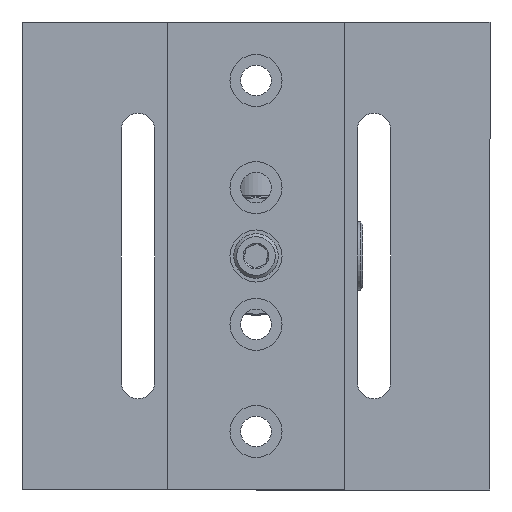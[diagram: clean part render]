
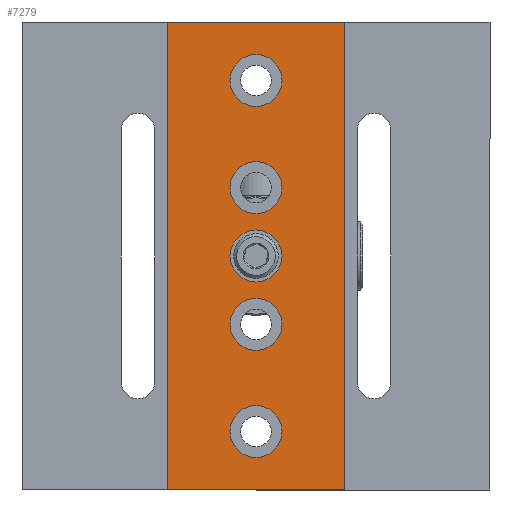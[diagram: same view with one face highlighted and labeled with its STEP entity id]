
A CAD part, front view. The second image highlights one B-rep face of the part: STEP entity #7279.
In plain terms, the highlighted planar face has unit normal (0, -1, 0).
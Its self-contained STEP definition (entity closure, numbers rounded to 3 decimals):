
#356 = ORIENTED_EDGE ( 'NONE', *, *, #14949, .F. ) ;
#568 = EDGE_LOOP ( 'NONE', ( #356 ) ) ;
#694 = FACE_BOUND ( 'NONE', #5451, .T. ) ;
#812 = CARTESIAN_POINT ( 'NONE',  ( 7.82, 0.8, -70.504 ) ) ;
#1280 = LINE ( 'NONE', #14666, #3048 ) ;
#1425 = EDGE_CURVE ( 'NONE', #2707, #2707, #8700, .T. ) ;
#2055 = VERTEX_POINT ( 'NONE', #5573 ) ;
#2114 = CARTESIAN_POINT ( 'NONE',  ( -30.18, 0.8, -70.504 ) ) ;
#2707 = VERTEX_POINT ( 'NONE', #8843 ) ;
#3039 = LINE ( 'NONE', #812, #6243 ) ;
#3048 = VECTOR ( 'NONE', #9821, 1000. ) ;
#3345 = EDGE_CURVE ( 'NONE', #11564, #13934, #7147, .T. ) ;
#3692 = CIRCLE ( 'NONE', #9819, 5.556 ) ;
#3767 = EDGE_CURVE ( 'NONE', #2055, #2055, #3692, .T. ) ;
#3790 = CIRCLE ( 'NONE', #12986, 5.556 ) ;
#3879 = ORIENTED_EDGE ( 'NONE', *, *, #10592, .T. ) ;
#3893 = DIRECTION ( 'NONE',  ( 0., 0., 1. ) ) ;
#4053 = CARTESIAN_POINT ( 'NONE',  ( -30.18, 0.8, -70.504 ) ) ;
#4431 = FACE_BOUND ( 'NONE', #13471, .T. ) ;
#4724 = DIRECTION ( 'NONE',  ( 0., -1., 0. ) ) ;
#4878 = CARTESIAN_POINT ( 'NONE',  ( -11.18, 0.8, -58.004 ) ) ;
#5102 = EDGE_CURVE ( 'NONE', #7952, #7952, #7417, .T. ) ;
#5107 = ORIENTED_EDGE ( 'NONE', *, *, #15740, .T. ) ;
#5420 = EDGE_CURVE ( 'NONE', #10946, #10946, #11275, .T. ) ;
#5451 = EDGE_LOOP ( 'NONE', ( #15228 ) ) ;
#5573 = CARTESIAN_POINT ( 'NONE',  ( -11.18, 0.8, -26.061 ) ) ;
#6018 = EDGE_CURVE ( 'NONE', #13934, #14916, #8930, .T. ) ;
#6148 = CARTESIAN_POINT ( 'NONE',  ( -30.18, 0.8, 29.496 ) ) ;
#6243 = VECTOR ( 'NONE', #14060, 1000. ) ;
#6741 = VECTOR ( 'NONE', #11880, 1000. ) ;
#6850 = FACE_BOUND ( 'NONE', #11441, .T. ) ;
#7147 = LINE ( 'NONE', #2114, #6741 ) ;
#7279 = ADVANCED_FACE ( 'NONE', ( #15371, #4431, #7955, #6850, #694, #10294 ), #15135, .F. ) ;
#7417 = CIRCLE ( 'NONE', #15585, 5.556 ) ;
#7872 = CARTESIAN_POINT ( 'NONE',  ( -30.18, 0.8, -70.504 ) ) ;
#7952 = VERTEX_POINT ( 'NONE', #13311 ) ;
#7955 = FACE_BOUND ( 'NONE', #568, .T. ) ;
#8025 = VERTEX_POINT ( 'NONE', #15280 ) ;
#8205 = CARTESIAN_POINT ( 'NONE',  ( -11.18, 0.8, -5.904 ) ) ;
#8501 = VERTEX_POINT ( 'NONE', #10315 ) ;
#8661 = DIRECTION ( 'NONE',  ( 0., 0., -1. ) ) ;
#8700 = CIRCLE ( 'NONE', #12810, 5.556 ) ;
#8843 = CARTESIAN_POINT ( 'NONE',  ( -11.18, 0.8, -63.561 ) ) ;
#8930 = LINE ( 'NONE', #4053, #10809 ) ;
#9200 = CARTESIAN_POINT ( 'NONE',  ( 7.82, 0.8, -70.504 ) ) ;
#9368 = ORIENTED_EDGE ( 'NONE', *, *, #3345, .F. ) ;
#9539 = DIRECTION ( 'NONE',  ( 0., -1., 0. ) ) ;
#9774 = DIRECTION ( 'NONE',  ( 0., 0., -1. ) ) ;
#9819 = AXIS2_PLACEMENT_3D ( 'NONE', #12891, #15094, #8661 ) ;
#9821 = DIRECTION ( 'NONE',  ( -1., 0., 0. ) ) ;
#9935 = DIRECTION ( 'NONE',  ( 0., -1., 0. ) ) ;
#10142 = EDGE_LOOP ( 'NONE', ( #5107, #12338, #9368, #3879 ) ) ;
#10211 = DIRECTION ( 'NONE',  ( 0., 1., 0. ) ) ;
#10294 = FACE_OUTER_BOUND ( 'NONE', #10142, .T. ) ;
#10315 = CARTESIAN_POINT ( 'NONE',  ( 7.82, 0.8, 29.496 ) ) ;
#10458 = DIRECTION ( 'NONE',  ( 0., 0., 1. ) ) ;
#10592 = EDGE_CURVE ( 'NONE', #11564, #8501, #3039, .T. ) ;
#10809 = VECTOR ( 'NONE', #3893, 1000. ) ;
#10842 = CARTESIAN_POINT ( 'NONE',  ( -11.18, 0.8, 16.996 ) ) ;
#10946 = VERTEX_POINT ( 'NONE', #14342 ) ;
#11210 = DIRECTION ( 'NONE',  ( 0., 0., -1. ) ) ;
#11275 = CIRCLE ( 'NONE', #13541, 5.556 ) ;
#11441 = EDGE_LOOP ( 'NONE', ( #13325 ) ) ;
#11451 = CARTESIAN_POINT ( 'NONE',  ( -30.18, 0.8, -70.504 ) ) ;
#11564 = VERTEX_POINT ( 'NONE', #9200 ) ;
#11880 = DIRECTION ( 'NONE',  ( -1., 0., 0. ) ) ;
#11944 = CARTESIAN_POINT ( 'NONE',  ( -11.18, 0.8, -35.104 ) ) ;
#12267 = AXIS2_PLACEMENT_3D ( 'NONE', #7872, #10211, #10458 ) ;
#12338 = ORIENTED_EDGE ( 'NONE', *, *, #6018, .F. ) ;
#12810 = AXIS2_PLACEMENT_3D ( 'NONE', #4878, #9935, #9774 ) ;
#12869 = EDGE_LOOP ( 'NONE', ( #14630 ) ) ;
#12891 = CARTESIAN_POINT ( 'NONE',  ( -11.18, 0.8, -20.504 ) ) ;
#12930 = DIRECTION ( 'NONE',  ( 0., -1., 0. ) ) ;
#12986 = AXIS2_PLACEMENT_3D ( 'NONE', #11944, #9539, #11210 ) ;
#13311 = CARTESIAN_POINT ( 'NONE',  ( -11.18, 0.8, 11.439 ) ) ;
#13325 = ORIENTED_EDGE ( 'NONE', *, *, #1425, .F. ) ;
#13471 = EDGE_LOOP ( 'NONE', ( #13862 ) ) ;
#13541 = AXIS2_PLACEMENT_3D ( 'NONE', #8205, #12930, #15376 ) ;
#13557 = DIRECTION ( 'NONE',  ( 0., 0., -1. ) ) ;
#13862 = ORIENTED_EDGE ( 'NONE', *, *, #5420, .F. ) ;
#13934 = VERTEX_POINT ( 'NONE', #11451 ) ;
#14060 = DIRECTION ( 'NONE',  ( 0., 0., 1. ) ) ;
#14342 = CARTESIAN_POINT ( 'NONE',  ( -11.18, 0.8, -11.461 ) ) ;
#14630 = ORIENTED_EDGE ( 'NONE', *, *, #3767, .F. ) ;
#14666 = CARTESIAN_POINT ( 'NONE',  ( -30.18, 0.8, 29.496 ) ) ;
#14916 = VERTEX_POINT ( 'NONE', #6148 ) ;
#14949 = EDGE_CURVE ( 'NONE', #8025, #8025, #3790, .T. ) ;
#15094 = DIRECTION ( 'NONE',  ( 0., -1., 0. ) ) ;
#15135 = PLANE ( 'NONE',  #12267 ) ;
#15228 = ORIENTED_EDGE ( 'NONE', *, *, #5102, .F. ) ;
#15280 = CARTESIAN_POINT ( 'NONE',  ( -11.18, 0.8, -40.661 ) ) ;
#15371 = FACE_BOUND ( 'NONE', #12869, .T. ) ;
#15376 = DIRECTION ( 'NONE',  ( 0., 0., -1. ) ) ;
#15585 = AXIS2_PLACEMENT_3D ( 'NONE', #10842, #4724, #13557 ) ;
#15740 = EDGE_CURVE ( 'NONE', #8501, #14916, #1280, .T. ) ;
